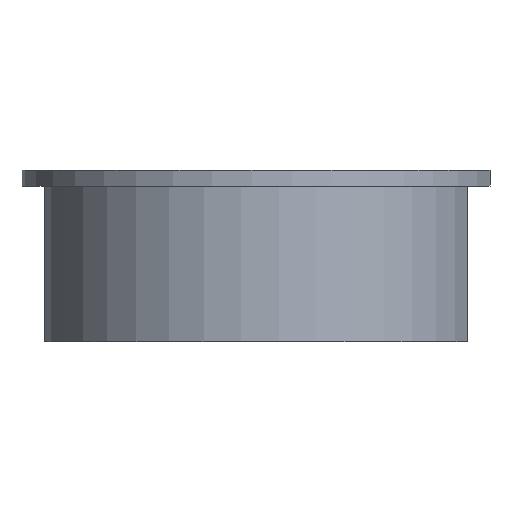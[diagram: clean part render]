
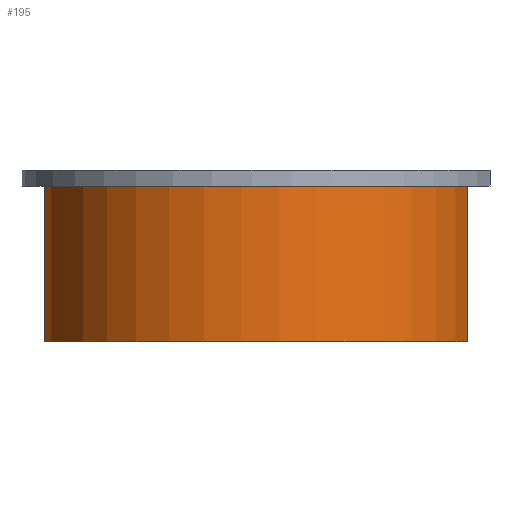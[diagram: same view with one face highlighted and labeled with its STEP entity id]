
A CAD part, left-side view. The second image highlights one B-rep face of the part: STEP entity #195.
In plain terms, the highlighted cylindrical face has radius 27.7 mm (diameter 55.4 mm), a partial arc.
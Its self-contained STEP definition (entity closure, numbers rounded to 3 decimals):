
#15=CYLINDRICAL_SURFACE('',#214,27.7);
#26=LINE('',#294,#38);
#27=LINE('',#295,#39);
#38=VECTOR('',#253,1000.);
#39=VECTOR('',#254,1000.);
#60=ORIENTED_EDGE('',*,*,#78,.T.);
#61=ORIENTED_EDGE('',*,*,#92,.T.);
#62=ORIENTED_EDGE('',*,*,#89,.F.);
#63=ORIENTED_EDGE('',*,*,#93,.T.);
#78=EDGE_CURVE('',#97,#96,#107,.T.);
#89=EDGE_CURVE('',#104,#105,#111,.T.);
#92=EDGE_CURVE('',#96,#105,#26,.T.);
#93=EDGE_CURVE('',#104,#97,#27,.F.);
#96=VERTEX_POINT('',#265);
#97=VERTEX_POINT('',#267);
#104=VERTEX_POINT('',#289);
#105=VERTEX_POINT('',#290);
#107=CIRCLE('',#205,27.7);
#111=CIRCLE('',#213,27.7);
#117=EDGE_LOOP('',(#60,#61,#62,#63));
#125=FACE_BOUND('',#117,.T.);
#195=ADVANCED_FACE('',(#125),#15,.T.);
#205=AXIS2_PLACEMENT_3D('',#266,#224,#225);
#213=AXIS2_PLACEMENT_3D('',#288,#247,#248);
#214=AXIS2_PLACEMENT_3D('',#293,#251,#252);
#224=DIRECTION('',(0.,0.,1.));
#225=DIRECTION('',(1.,0.,0.));
#247=DIRECTION('',(0.,0.,1.));
#248=DIRECTION('',(1.,0.,0.));
#251=DIRECTION('',(0.,0.,1.));
#252=DIRECTION('',(1.,0.,0.));
#253=DIRECTION('',(0.,0.,1.));
#254=DIRECTION('',(0.,0.,1.));
#265=CARTESIAN_POINT('',(-7.,-26.801,0.));
#266=CARTESIAN_POINT('',(0.,0.,0.));
#267=CARTESIAN_POINT('',(7.,-26.801,0.));
#288=CARTESIAN_POINT('',(0.,0.,20.));
#289=CARTESIAN_POINT('',(7.,-26.801,20.));
#290=CARTESIAN_POINT('',(-7.,-26.801,20.));
#293=CARTESIAN_POINT('',(0.,0.,0.));
#294=CARTESIAN_POINT('',(-7.,-26.801,0.));
#295=CARTESIAN_POINT('',(7.,-26.801,0.));
